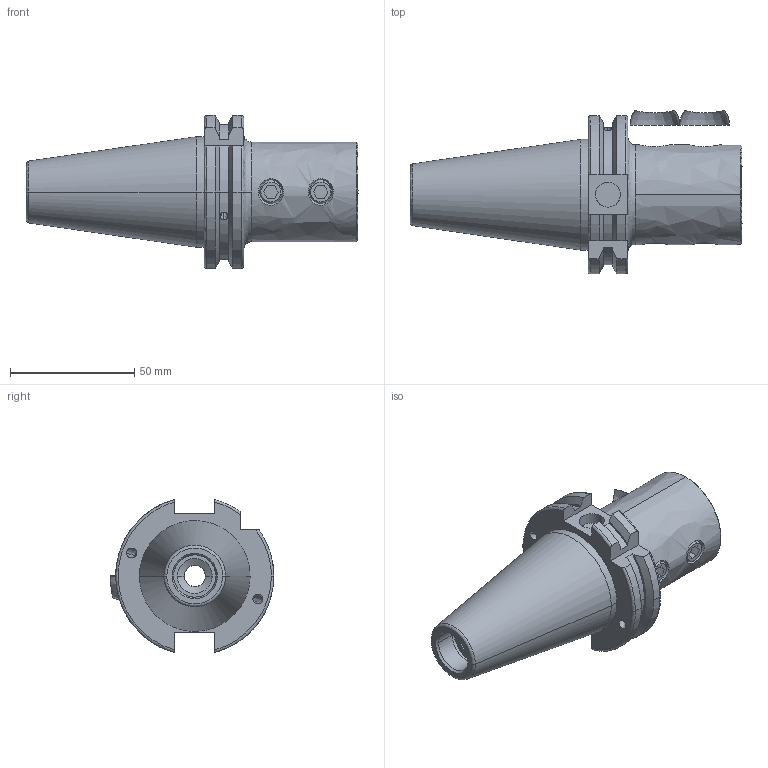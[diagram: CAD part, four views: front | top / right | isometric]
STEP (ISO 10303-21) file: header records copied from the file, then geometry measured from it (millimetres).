
FILE_DESCRIPTION (( 'STEP AP214' ), '1' );
FILE_NAME ('91406-E1220065.STEP', '2020-10-15T07:18:14', ( '' ), ( '' ), 'SwSTEP 2.0', 'SolidWorks 2018', '' );
FILE_SCHEMA (( 'AUTOMOTIVE_DESIGN' ));
Length unit declared in the file: millimetre
Products named in the file (4): Copy of M4X4.IGS; M10X12-1P.IGS; SK40EM20065D1=40FTCWW.IGS; 91406-E1220065
Assembly tree (5 placements, depth 2):
  91406-E1220065
    SK40EM20065D1=40FTCWW.IGS
    M10X12-1P.IGS  x2
    Copy of M4X4.IGS  x2
Bounding box: 133.4 x 65.78 x 61.48 mm (x, y, z)
Volume: 1650 mm3; surface area: 31351.3 mm2
Topology: 4 solids, 7 shells, 172 faces, 422 edges, 271 vertices
Faces by surface type: bspline 172
Entity records: 7950 total; most frequent: CARTESIAN_POINT 5344, ORIENTED_EDGE 698, EDGE_CURVE 356, B_SPLINE_CURVE_WITH_KNOTS 247, VERTEX_POINT 231, EDGE_LOOP 167, FACE_OUTER_BOUND 142, ADVANCED_FACE 142
